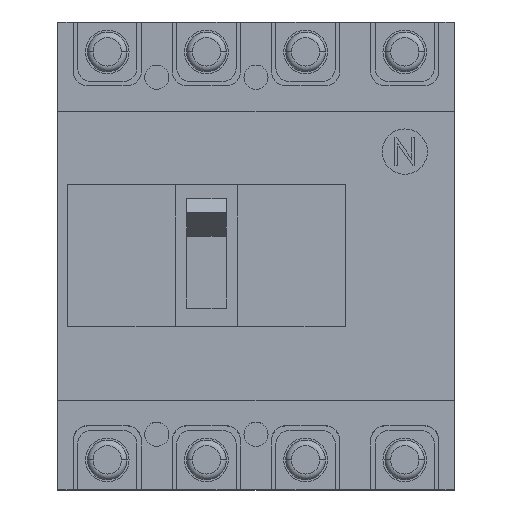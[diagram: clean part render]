
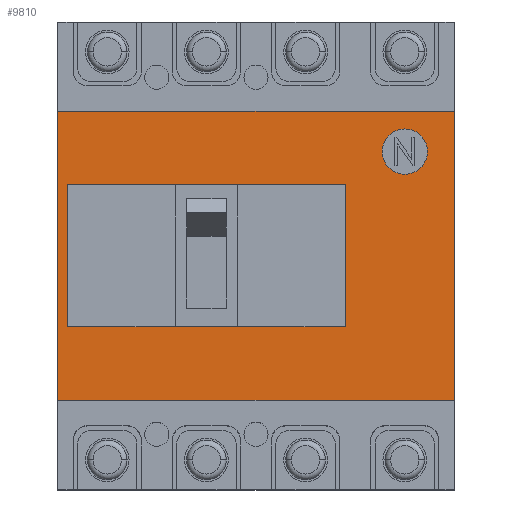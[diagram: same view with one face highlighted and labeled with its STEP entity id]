
A CAD part, top view. The second image highlights one B-rep face of the part: STEP entity #9810.
In plain terms, the highlighted planar face has unit normal (0, 0, 1).
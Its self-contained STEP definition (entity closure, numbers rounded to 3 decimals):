
#5040=CARTESIAN_POINT('',(31.406,403.752,
-19.995));
#5050=VERTEX_POINT('',#5040);
#5080=CARTESIAN_POINT('',(31.406,0.,-19.995));
#5090=DIRECTION('',(0.,-1.,0.));
#5100=VECTOR('',#5090,1.);
#5110=LINE('',#5080,#5100);
#5120=CARTESIAN_POINT('',(31.406,301.752,
-19.995));
#5130=VERTEX_POINT('',#5120);
#5140=EDGE_CURVE('',#5050,#5130,#5110,.T.);
#9020=CARTESIAN_POINT('',(128.906,377.752,
-19.995));
#9030=DIRECTION('',(0.,-0.,1.));
#9040=DIRECTION('',(0.,1.,0.));
#9050=AXIS2_PLACEMENT_3D('',#9020,#9030,#9040);
#9060=PLANE('',#9050);
#9070=CARTESIAN_POINT('',(171.406,0.,-19.995));
#9080=DIRECTION('',(0.,-1.,0.));
#9090=VECTOR('',#9080,1.);
#9100=LINE('',#9070,#9090);
#9110=CARTESIAN_POINT('',(171.406,403.752,
-19.995));
#9120=VERTEX_POINT('',#9110);
#9130=CARTESIAN_POINT('',(171.406,301.752,
-19.995));
#9140=VERTEX_POINT('',#9130);
#9150=EDGE_CURVE('',#9120,#9140,#9100,.T.);
#9160=ORIENTED_EDGE('',*,*,#9150,.F.);
#9170=CARTESIAN_POINT('',(0.,301.752,-19.995));
#9180=DIRECTION('',(1.,0.,0.));
#9190=VECTOR('',#9180,1.);
#9200=LINE('',#9170,#9190);
#9210=EDGE_CURVE('',#5130,#9140,#9200,.T.);
#9220=ORIENTED_EDGE('',*,*,#9210,.T.);
#9230=ORIENTED_EDGE('',*,*,#5140,.T.);
#9240=CARTESIAN_POINT('',(0.,403.752,-19.995));
#9250=DIRECTION('',(-1.,0.,0.));
#9260=VECTOR('',#9250,1.);
#9270=LINE('',#9240,#9260);
#9280=EDGE_CURVE('',#9120,#5050,#9270,.T.);
#9290=ORIENTED_EDGE('',*,*,#9280,.T.);
#9300=EDGE_LOOP('',(#9290,#9230,#9220,#9160));
#9310=FACE_OUTER_BOUND('',#9300,.T.);
#9320=CARTESIAN_POINT('',(34.906,0.,-19.995));
#9330=DIRECTION('',(0.,-1.,0.));
#9340=VECTOR('',#9330,1.);
#9350=LINE('',#9320,#9340);
#9360=CARTESIAN_POINT('',(34.906,377.752,
-19.995));
#9370=VERTEX_POINT('',#9360);
#9380=CARTESIAN_POINT('',(34.906,327.752,
-19.995));
#9390=VERTEX_POINT('',#9380);
#9400=EDGE_CURVE('',#9370,#9390,#9350,.T.);
#9410=ORIENTED_EDGE('',*,*,#9400,.F.);
#9420=CARTESIAN_POINT('',(0.,327.752,-19.995));
#9430=DIRECTION('',(1.,0.,0.));
#9440=VECTOR('',#9430,1.);
#9450=LINE('',#9420,#9440);
#9460=CARTESIAN_POINT('',(132.906,327.752,
-19.995));
#9470=VERTEX_POINT('',#9460);
#9480=EDGE_CURVE('',#9390,#9470,#9450,.T.);
#9490=ORIENTED_EDGE('',*,*,#9480,.F.);
#9500=CARTESIAN_POINT('',(132.906,0.,-19.995));
#9510=DIRECTION('',(0.,-1.,0.));
#9520=VECTOR('',#9510,1.);
#9530=LINE('',#9500,#9520);
#9540=CARTESIAN_POINT('',(132.906,377.752,
-19.995));
#9550=VERTEX_POINT('',#9540);
#9560=EDGE_CURVE('',#9550,#9470,#9530,.T.);
#9570=ORIENTED_EDGE('',*,*,#9560,.T.);
#9580=CARTESIAN_POINT('',(0.,377.752,-19.995));
#9590=DIRECTION('',(-1.,0.,0.));
#9600=VECTOR('',#9590,1.);
#9610=LINE('',#9580,#9600);
#9620=EDGE_CURVE('',#9550,#9370,#9610,.T.);
#9630=ORIENTED_EDGE('',*,*,#9620,.F.);
#9640=EDGE_LOOP('',(#9630,#9570,#9490,#9410));
#9650=FACE_BOUND('',#9640,.T.);
#9660=CARTESIAN_POINT('',(153.906,389.502,
-19.995));
#9670=DIRECTION('',(0.,0.,1.));
#9680=DIRECTION('',(1.,0.,0.));
#9690=AXIS2_PLACEMENT_3D('',#9660,#9670,#9680);
#9700=CIRCLE('',#9690,8.);
#9710=CARTESIAN_POINT('',(161.906,389.502,
-19.995));
#9720=VERTEX_POINT('',#9710);
#9730=CARTESIAN_POINT('',(145.906,389.502,
-19.995));
#9740=VERTEX_POINT('',#9730);
#9750=EDGE_CURVE('',#9720,#9740,#9700,.T.);
#9760=ORIENTED_EDGE('',*,*,#9750,.F.);
#9770=EDGE_CURVE('',#9740,#9720,#9700,.T.);
#9780=ORIENTED_EDGE('',*,*,#9770,.F.);
#9790=EDGE_LOOP('',(#9780,#9760));
#9800=FACE_BOUND('',#9790,.T.);
#9810=ADVANCED_FACE('',(#9310,#9650,#9800),#9060,.T.);
